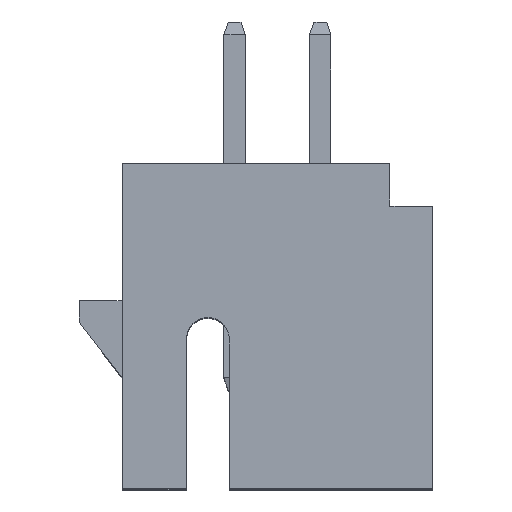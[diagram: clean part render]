
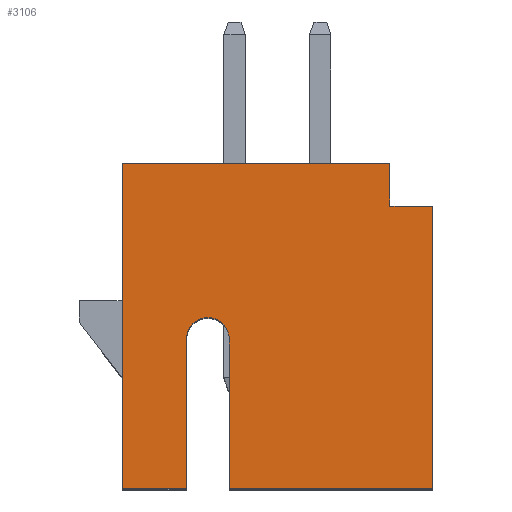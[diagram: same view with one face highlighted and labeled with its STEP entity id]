
A CAD part, top view. The second image highlights one B-rep face of the part: STEP entity #3106.
In plain terms, the highlighted planar face has unit normal (0, 0, 1).
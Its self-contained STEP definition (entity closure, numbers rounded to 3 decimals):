
#14=DIRECTION('',(-1.,0.,0.));
#15=VECTOR('',#14,4.75);
#16=CARTESIAN_POINT('',(3.625,-7.6,7.));
#17=LINE('',#16,#15);
#38=DIRECTION('',(0.,-1.,0.));
#39=VECTOR('',#38,3.5);
#40=CARTESIAN_POINT('',(-1.125,-4.1,7.));
#41=LINE('',#40,#39);
#42=CARTESIAN_POINT('',(-1.625,-4.1,7.));
#43=DIRECTION('',(0.,0.,-1.));
#44=DIRECTION('',(0.,1.,0.));
#45=AXIS2_PLACEMENT_3D('',#42,#43,#44);
#47=CARTESIAN_POINT('',(-1.625,-4.1,7.));
#48=DIRECTION('',(0.,0.,-1.));
#49=DIRECTION('',(-1.,0.,0.));
#50=AXIS2_PLACEMENT_3D('',#47,#48,#49);
#52=DIRECTION('',(0.,1.,0.));
#53=VECTOR('',#52,3.5);
#54=CARTESIAN_POINT('',(-2.125,-7.6,7.));
#55=LINE('',#54,#53);
#56=DIRECTION('',(0.,-1.,0.));
#57=VECTOR('',#56,7.6);
#58=CARTESIAN_POINT('',(-3.625,0.,7.));
#59=LINE('',#58,#57);
#60=DIRECTION('',(0.,1.,0.));
#61=VECTOR('',#60,1.);
#62=CARTESIAN_POINT('',(2.625,-1.,7.));
#63=LINE('',#62,#61);
#64=DIRECTION('',(-1.,0.,0.));
#65=VECTOR('',#64,1.);
#66=CARTESIAN_POINT('',(3.625,-1.,7.));
#67=LINE('',#66,#65);
#198=DIRECTION('',(0.,-1.,0.));
#199=VECTOR('',#198,6.6);
#200=CARTESIAN_POINT('',(3.625,-1.,7.));
#201=LINE('',#200,#199);
#426=DIRECTION('',(1.,0.,0.));
#427=VECTOR('',#426,6.25);
#428=CARTESIAN_POINT('',(-3.625,0.,7.));
#429=LINE('',#428,#427);
#1306=DIRECTION('',(-1.,0.,0.));
#1307=VECTOR('',#1306,1.5);
#1308=CARTESIAN_POINT('',(-2.125,-7.6,7.));
#1309=LINE('',#1308,#1307);
#2326=CARTESIAN_POINT('',(-1.125,-7.6,7.));
#2328=VERTEX_POINT('',#2326);
#2336=CARTESIAN_POINT('',(3.625,-7.6,7.));
#2337=VERTEX_POINT('',#2336);
#2458=CARTESIAN_POINT('',(-3.625,0.,7.));
#2459=CARTESIAN_POINT('',(2.625,0.,7.));
#2460=VERTEX_POINT('',#2458);
#2461=VERTEX_POINT('',#2459);
#2478=CARTESIAN_POINT('',(-3.625,-7.6,7.));
#2479=VERTEX_POINT('',#2478);
#2494=CARTESIAN_POINT('',(3.625,-1.,7.));
#2495=VERTEX_POINT('',#2494);
#2499=CARTESIAN_POINT('',(-2.125,-7.6,7.));
#2501=VERTEX_POINT('',#2499);
#2506=CARTESIAN_POINT('',(-1.125,-4.1,7.));
#2507=VERTEX_POINT('',#2506);
#2508=CARTESIAN_POINT('',(2.625,-1.,7.));
#2509=VERTEX_POINT('',#2508);
#2510=CARTESIAN_POINT('',(-2.125,-4.1,7.));
#2511=VERTEX_POINT('',#2510);
#2512=CARTESIAN_POINT('',(-1.625,-3.6,7.));
#2513=VERTEX_POINT('',#2512);
#3079=CARTESIAN_POINT('',(0.,-7.6,7.));
#3080=DIRECTION('',(0.,0.,1.));
#3081=DIRECTION('',(0.,-1.,0.));
#3082=AXIS2_PLACEMENT_3D('',#3079,#3080,#3081);
#3083=PLANE('',#3082);
#3084=ORIENTED_EDGE('',*,*,#3062,.F.);
#3086=ORIENTED_EDGE('',*,*,#3085,.F.);
#3088=ORIENTED_EDGE('',*,*,#3087,.F.);
#3090=ORIENTED_EDGE('',*,*,#3089,.F.);
#3092=ORIENTED_EDGE('',*,*,#3091,.T.);
#3094=ORIENTED_EDGE('',*,*,#3093,.F.);
#3096=ORIENTED_EDGE('',*,*,#3095,.T.);
#3098=ORIENTED_EDGE('',*,*,#3097,.F.);
#3100=ORIENTED_EDGE('',*,*,#3099,.F.);
#3102=ORIENTED_EDGE('',*,*,#3101,.T.);
#3103=ORIENTED_EDGE('',*,*,#3037,.T.);
#3104=EDGE_LOOP('',(#3084,#3086,#3088,#3090,#3092,#3094,#3096,#3098,#3100,#3102,
#3103));
#3105=FACE_OUTER_BOUND('',#3104,.F.);
#46=CIRCLE('',#45,0.5);
#51=CIRCLE('',#50,0.5);
#3037=EDGE_CURVE('',#2337,#2328,#17,.T.);
#3062=EDGE_CURVE('',#2507,#2328,#41,.T.);
#3085=EDGE_CURVE('',#2513,#2507,#46,.T.);
#3087=EDGE_CURVE('',#2511,#2513,#51,.T.);
#3089=EDGE_CURVE('',#2501,#2511,#55,.T.);
#3091=EDGE_CURVE('',#2501,#2479,#1309,.T.);
#3093=EDGE_CURVE('',#2460,#2479,#59,.T.);
#3095=EDGE_CURVE('',#2460,#2461,#429,.T.);
#3097=EDGE_CURVE('',#2509,#2461,#63,.T.);
#3099=EDGE_CURVE('',#2495,#2509,#67,.T.);
#3101=EDGE_CURVE('',#2495,#2337,#201,.T.);
#3106=ADVANCED_FACE('',(#3105),#3083,.T.);
